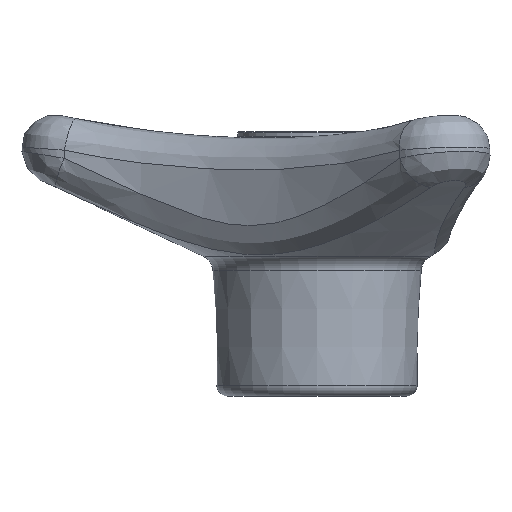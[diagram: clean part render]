
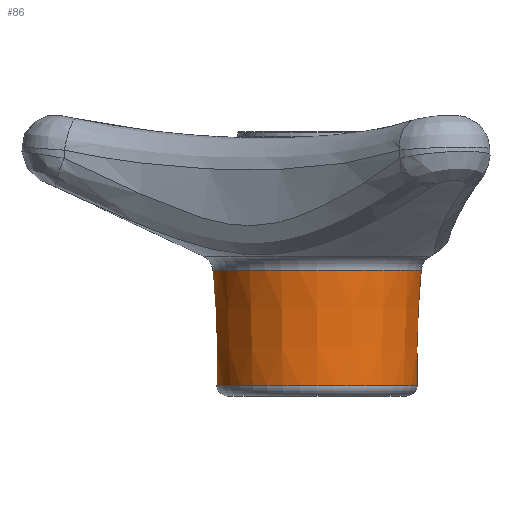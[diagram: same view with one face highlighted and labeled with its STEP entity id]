
A CAD part, left-side view. The second image highlights one B-rep face of the part: STEP entity #86.
In plain terms, the highlighted conical face has half-angle 2.04 degrees and reference radius 18.6 mm.
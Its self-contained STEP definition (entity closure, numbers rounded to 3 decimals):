
#86 = ADVANCED_FACE( '', ( #208, #209 ), #210, .T. );
#208 = FACE_BOUND( '', #442, .T. );
#209 = FACE_OUTER_BOUND( '', #443, .T. );
#210 = CONICAL_SURFACE( '', #444, 18.6, 0.036 );
#442 = EDGE_LOOP( '', ( #4184 ) );
#443 = EDGE_LOOP( '', ( #4185 ) );
#444 = AXIS2_PLACEMENT_3D( '', #4186, #4187, #4188 );
#4184 = ORIENTED_EDGE( '', *, *, #4424, .T. );
#4185 = ORIENTED_EDGE( '', *, *, #4393, .T. );
#4186 = CARTESIAN_POINT( '', ( 0., 0., 0. ) );
#4187 = DIRECTION( '', ( 0., 0., 1. ) );
#4188 = DIRECTION( '', ( 1., 0., 0. ) );
#4393 = EDGE_CURVE( '', #4505, #4505, #4506, .F. );
#4424 = EDGE_CURVE( '', #4556, #4556, #4557, .F. );
#4505 = VERTEX_POINT( '', #4661 );
#4506 = CIRCLE( '', #4662, 19.435 );
#4556 = VERTEX_POINT( '', #5236 );
#4557 = CIRCLE( '', #5237, 18.669 );
#4661 = CARTESIAN_POINT( '', ( 19.435, 0., 23.433 ) );
#4662 = AXIS2_PLACEMENT_3D( '', #6733, #6734, #6735 );
#5236 = CARTESIAN_POINT( '', ( -18.669, 0., 1.929 ) );
#5237 = AXIS2_PLACEMENT_3D( '', #6768, #6769, #6770 );
#6733 = CARTESIAN_POINT( '', ( 0., 0., 23.433 ) );
#6734 = DIRECTION( '', ( 0., 0., 1. ) );
#6735 = DIRECTION( '', ( 1., 0., 0. ) );
#6768 = CARTESIAN_POINT( '', ( 0., 0., 1.929 ) );
#6769 = DIRECTION( '', ( 0., 0., -1. ) );
#6770 = DIRECTION( '', ( -1., 0., 0. ) );
